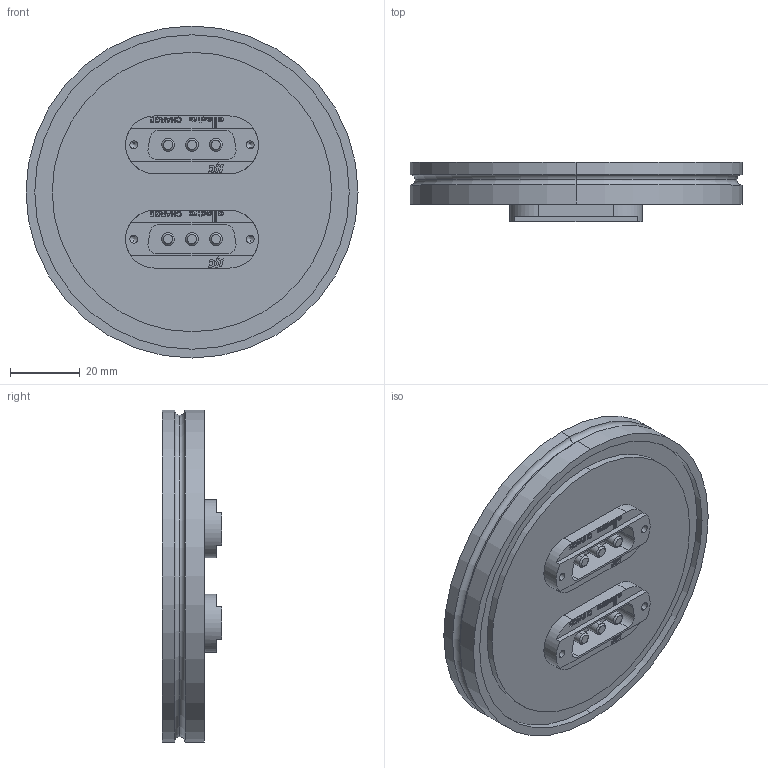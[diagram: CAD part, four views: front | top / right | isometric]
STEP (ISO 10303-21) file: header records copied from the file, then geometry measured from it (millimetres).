
FILE_DESCRIPTION (( 'STEP AP214' ), '1' );
FILE_NAME ('210-X15-3P-ISO63-2.STEP', '2020-11-26T14:26:01', ( '' ), ( '' ), 'SwSTEP 2.0', 'SolidWorks 2017', '' );
FILE_SCHEMA (( 'AUTOMOTIVE_DESIGN' ));
Length unit declared in the file: millimetre
Products named in the file (5): 9212-POWER-PIN-FENI-CU_vergoldet; 9210-D15-ISO63-2_DN063 ISO-K; 9218-X-X_ 218-X15-3P  Logo-HC; 210-X15-3P-ISO63-2; 218-X-X_218-X15-3p   logo
Assembly tree (7 placements, depth 3):
  210-X15-3P-ISO63-2
    9210-D15-ISO63-2_DN063 ISO-K
    218-X-X_218-X15-3p   logo  x2
      9218-X-X_ 218-X15-3P  Logo-HC
      9212-POWER-PIN-FENI-CU_vergoldet
Bounding box: 95 x 17 x 95 mm (x, y, z)
Volume: 77269 mm3; surface area: 29185.4 mm2
Topology: 9 solids, 9 shells, 638 faces, 1658 edges, 1082 vertices
Faces by surface type: plane 352, cylinder 168, bspline 74, cone 40, torus 4
Entity records: 11642 total; most frequent: CARTESIAN_POINT 3602, ORIENTED_EDGE 1652, DIRECTION 1526, EDGE_CURVE 826, VECTOR 562, LINE 562, VERTEX_POINT 546, AXIS2_PLACEMENT_3D 482
